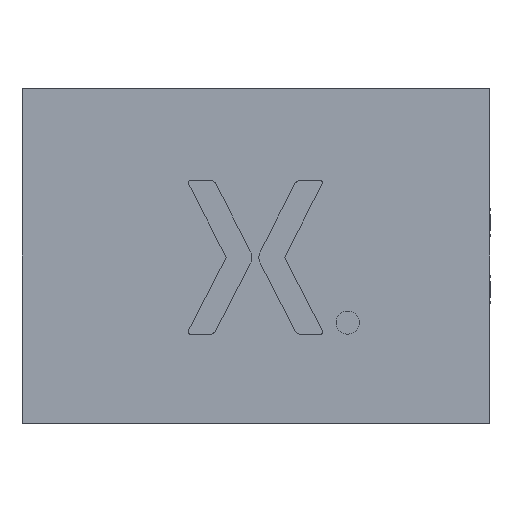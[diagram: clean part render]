
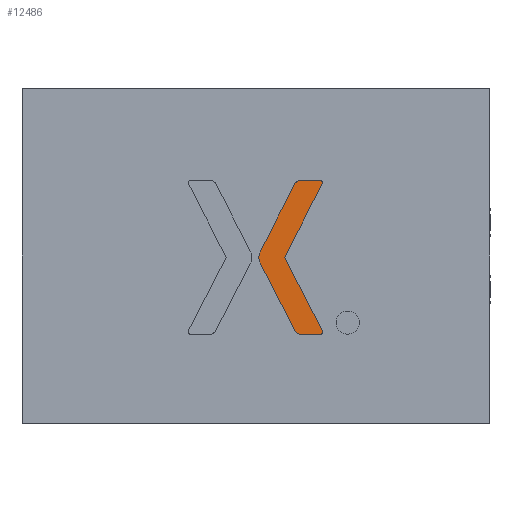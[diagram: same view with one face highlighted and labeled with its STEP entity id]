
A CAD part, front view. The second image highlights one B-rep face of the part: STEP entity #12486.
In plain terms, the highlighted planar face has unit normal (0, -1, 0).
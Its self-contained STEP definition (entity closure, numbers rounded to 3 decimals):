
#10 = ORIENTED_EDGE ( 'NONE', *, *, #347, .T. ) ;
#19 = ORIENTED_EDGE ( 'NONE', *, *, #6090, .T. ) ;
#65 = CARTESIAN_POINT ( 'NONE',  ( 2.081, 0.02, -0.73 ) ) ;
#155 = VERTEX_POINT ( 'NONE', #2854 ) ;
#188 = CARTESIAN_POINT ( 'NONE',  ( 1.782, 0.02, -1.305 ) ) ;
#315 = CARTESIAN_POINT ( 'NONE',  ( 2.04, 0.02, -0.709 ) ) ;
#347 = EDGE_CURVE ( 'NONE', #3089, #4115, #7018, .T. ) ;
#486 = DIRECTION ( 'NONE',  ( 0., -1., 0. ) ) ;
#1381 = DIRECTION ( 'NONE',  ( 0.456, 0., 0.89 ) ) ;
#1386 = ORIENTED_EDGE ( 'NONE', *, *, #10493, .T. ) ;
#1506 = CARTESIAN_POINT ( 'NONE',  ( 2.081, 0.02, -0.685 ) ) ;
#1562 = DIRECTION ( 'NONE',  ( -1., 0., 0. ) ) ;
#1961 = CARTESIAN_POINT ( 'NONE',  ( 1.771, 0.02, -1.259 ) ) ;
#2197 = DIRECTION ( 'NONE',  ( -1., 0., 0. ) ) ;
#2293 = EDGE_CURVE ( 'NONE', #6520, #9528, #11836, .T. ) ;
#2369 = CIRCLE ( 'NONE', #3740, 0.1 ) ;
#2390 = AXIS2_PLACEMENT_3D ( 'NONE', #7957, #7074, #1562 ) ;
#2543 = ORIENTED_EDGE ( 'NONE', *, *, #4826, .T. ) ;
#2710 = DIRECTION ( 'NONE',  ( 0., 1., 0. ) ) ;
#2854 = CARTESIAN_POINT ( 'NONE',  ( 1.782, 0.02, -1.214 ) ) ;
#3009 = VERTEX_POINT ( 'NONE', #7483 ) ;
#3089 = VERTEX_POINT ( 'NONE', #1961 ) ;
#3158 = DIRECTION ( 'NONE',  ( -1., 0., 0. ) ) ;
#3186 = CARTESIAN_POINT ( 'NONE',  ( 2.231, 0.02, -1.834 ) ) ;
#3225 = VECTOR ( 'NONE', #7779, 1000. ) ;
#3363 = CARTESIAN_POINT ( 'NONE',  ( 1.963, 0.02, -1.259 ) ) ;
#3384 = CARTESIAN_POINT ( 'NONE',  ( 1.963, 0.02, -1.259 ) ) ;
#3533 = CARTESIAN_POINT ( 'NONE',  ( 2.04, 0.02, -1.809 ) ) ;
#3740 = AXIS2_PLACEMENT_3D ( 'NONE', #4697, #486, #9119 ) ;
#4100 = CIRCLE ( 'NONE', #5028, 0.045 ) ;
#4115 = VERTEX_POINT ( 'NONE', #188 ) ;
#4155 = ORIENTED_EDGE ( 'NONE', *, *, #10363, .T. ) ;
#4183 = EDGE_CURVE ( 'NONE', #4115, #13043, #13445, .T. ) ;
#4238 = VECTOR ( 'NONE', #5592, 1000. ) ;
#4389 = CARTESIAN_POINT ( 'NONE',  ( 2.231, 0.02, -0.685 ) ) ;
#4449 = AXIS2_PLACEMENT_3D ( 'NONE', #12558, #5809, #5882 ) ;
#4538 = CARTESIAN_POINT ( 'NONE',  ( 2.231, 0.02, -0.701 ) ) ;
#4697 = CARTESIAN_POINT ( 'NONE',  ( 1.871, 0.02, -1.259 ) ) ;
#4720 = DIRECTION ( 'NONE',  ( 1., 0., 0. ) ) ;
#4826 = EDGE_CURVE ( 'NONE', #10881, #9535, #4100, .T. ) ;
#4966 = PLANE ( 'NONE',  #13006 ) ;
#5028 = AXIS2_PLACEMENT_3D ( 'NONE', #65, #10784, #14338 ) ;
#5090 = CARTESIAN_POINT ( 'NONE',  ( 2.04, 0.02, -1.809 ) ) ;
#5592 = DIRECTION ( 'NONE',  ( -0.456, 0., -0.89 ) ) ;
#5625 = EDGE_CURVE ( 'NONE', #10537, #13186, #8047, .T. ) ;
#5802 = LINE ( 'NONE', #315, #4238 ) ;
#5809 = DIRECTION ( 'NONE',  ( 0., -1., 0. ) ) ;
#5882 = DIRECTION ( 'NONE',  ( 1., 0., 0. ) ) ;
#6090 = EDGE_CURVE ( 'NONE', #13043, #10537, #11500, .T. ) ;
#6121 = DIRECTION ( 'NONE',  ( 0.456, 0., -0.89 ) ) ;
#6520 = VERTEX_POINT ( 'NONE', #3363 ) ;
#7014 = AXIS2_PLACEMENT_3D ( 'NONE', #4538, #14317, #2197 ) ;
#7018 = CIRCLE ( 'NONE', #2390, 0.1 ) ;
#7074 = DIRECTION ( 'NONE',  ( 0., -1., 0. ) ) ;
#7087 = CARTESIAN_POINT ( 'NONE',  ( 2.231, 0.02, -1.834 ) ) ;
#7483 = CARTESIAN_POINT ( 'NONE',  ( 2.245, 0.02, -1.81 ) ) ;
#7598 = EDGE_CURVE ( 'NONE', #9535, #155, #5802, .T. ) ;
#7702 = CARTESIAN_POINT ( 'NONE',  ( 1.963, 0.02, -1.259 ) ) ;
#7779 = DIRECTION ( 'NONE',  ( -1., 0., 0. ) ) ;
#7806 = DIRECTION ( 'NONE',  ( -0.456, 0., 0.89 ) ) ;
#7878 = ORIENTED_EDGE ( 'NONE', *, *, #5625, .T. ) ;
#7957 = CARTESIAN_POINT ( 'NONE',  ( 1.871, 0.02, -1.259 ) ) ;
#8047 = LINE ( 'NONE', #7087, #10089 ) ;
#8183 = CARTESIAN_POINT ( 'NONE',  ( 2.081, 0.02, -1.834 ) ) ;
#8198 = ORIENTED_EDGE ( 'NONE', *, *, #2293, .T. ) ;
#8296 = EDGE_CURVE ( 'NONE', #13443, #10881, #11116, .T. ) ;
#8523 = CARTESIAN_POINT ( 'NONE',  ( 2.04, 0.02, -0.709 ) ) ;
#8626 = DIRECTION ( 'NONE',  ( 0., -1., 0. ) ) ;
#8860 = CIRCLE ( 'NONE', #7014, 0.016 ) ;
#8910 = LINE ( 'NONE', #3384, #12300 ) ;
#9119 = DIRECTION ( 'NONE',  ( -1., 0., 0. ) ) ;
#9519 = ORIENTED_EDGE ( 'NONE', *, *, #4183, .T. ) ;
#9528 = VERTEX_POINT ( 'NONE', #9597 ) ;
#9535 = VERTEX_POINT ( 'NONE', #8523 ) ;
#9597 = CARTESIAN_POINT ( 'NONE',  ( 2.245, 0.02, -0.709 ) ) ;
#9834 = EDGE_CURVE ( 'NONE', #13186, #3009, #10467, .T. ) ;
#9835 = CARTESIAN_POINT ( 'NONE',  ( 2.081, 0.02, -1.788 ) ) ;
#10089 = VECTOR ( 'NONE', #4720, 1000. ) ;
#10109 = EDGE_LOOP ( 'NONE', ( #1386, #10, #9519, #19, #7878, #12758, #4155, #8198, #11238, #11432, #2543, #13698 ) ) ;
#10363 = EDGE_CURVE ( 'NONE', #3009, #6520, #8910, .T. ) ;
#10467 = CIRCLE ( 'NONE', #4449, 0.016 ) ;
#10493 = EDGE_CURVE ( 'NONE', #155, #3089, #2369, .T. ) ;
#10537 = VERTEX_POINT ( 'NONE', #8183 ) ;
#10784 = DIRECTION ( 'NONE',  ( 0., -1., 0. ) ) ;
#10881 = VERTEX_POINT ( 'NONE', #1506 ) ;
#10983 = CARTESIAN_POINT ( 'NONE',  ( 2.231, 0.02, -0.685 ) ) ;
#11116 = LINE ( 'NONE', #4389, #3225 ) ;
#11238 = ORIENTED_EDGE ( 'NONE', *, *, #13398, .T. ) ;
#11432 = ORIENTED_EDGE ( 'NONE', *, *, #8296, .T. ) ;
#11500 = CIRCLE ( 'NONE', #11734, 0.045 ) ;
#11690 = CARTESIAN_POINT ( 'NONE',  ( 1.871, 0.02, -1.259 ) ) ;
#11734 = AXIS2_PLACEMENT_3D ( 'NONE', #9835, #8626, #3158 ) ;
#11836 = LINE ( 'NONE', #7702, #14343 ) ;
#12300 = VECTOR ( 'NONE', #7806, 1000. ) ;
#12486 = ADVANCED_FACE ( 'NONE', ( #13863 ), #4966, .F. ) ;
#12558 = CARTESIAN_POINT ( 'NONE',  ( 2.231, 0.02, -1.818 ) ) ;
#12758 = ORIENTED_EDGE ( 'NONE', *, *, #9834, .T. ) ;
#12868 = VECTOR ( 'NONE', #6121, 1000. ) ;
#13006 = AXIS2_PLACEMENT_3D ( 'NONE', #11690, #2710, #14074 ) ;
#13043 = VERTEX_POINT ( 'NONE', #5090 ) ;
#13186 = VERTEX_POINT ( 'NONE', #3186 ) ;
#13398 = EDGE_CURVE ( 'NONE', #9528, #13443, #8860, .T. ) ;
#13443 = VERTEX_POINT ( 'NONE', #10983 ) ;
#13445 = LINE ( 'NONE', #3533, #12868 ) ;
#13698 = ORIENTED_EDGE ( 'NONE', *, *, #7598, .T. ) ;
#13863 = FACE_OUTER_BOUND ( 'NONE', #10109, .T. ) ;
#14074 = DIRECTION ( 'NONE',  ( -1., 0., 0. ) ) ;
#14317 = DIRECTION ( 'NONE',  ( 0., -1., 0. ) ) ;
#14338 = DIRECTION ( 'NONE',  ( 1., 0., 0. ) ) ;
#14343 = VECTOR ( 'NONE', #1381, 1000. ) ;
